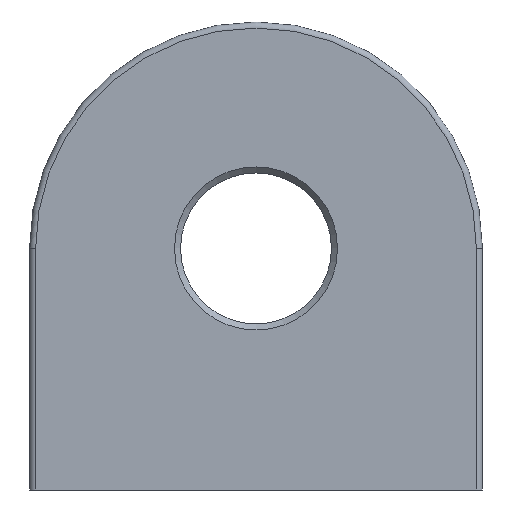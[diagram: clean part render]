
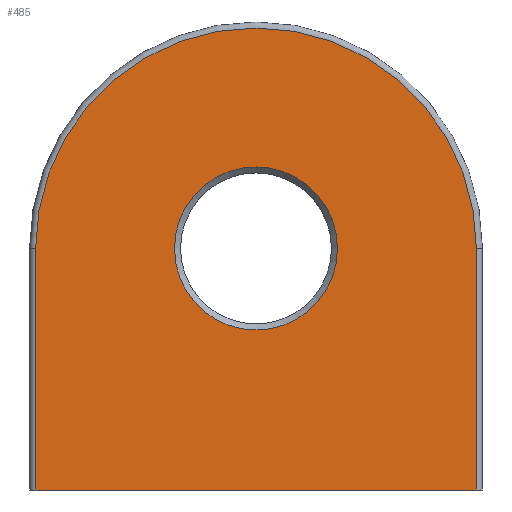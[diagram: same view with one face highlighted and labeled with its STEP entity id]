
A CAD part, front view. The second image highlights one B-rep face of the part: STEP entity #485.
In plain terms, the highlighted planar face has unit normal (0, -1, 0).
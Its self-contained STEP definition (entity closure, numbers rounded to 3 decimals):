
#41=FACE_BOUND('',#102,.T.);
#65=FACE_OUTER_BOUND('',#101,.T.);
#101=EDGE_LOOP('',(#388,#389,#390,#391));
#102=EDGE_LOOP('',(#392));
#139=CIRCLE('',#561,7.3);
#140=CIRCLE('',#562,2.7);
#163=LINE('',#809,#191);
#170=LINE('',#834,#198);
#171=LINE('',#838,#199);
#191=VECTOR('',#664,10.);
#198=VECTOR('',#691,10.);
#199=VECTOR('',#696,10.);
#227=VERTEX_POINT('',#806);
#228=VERTEX_POINT('',#808);
#236=VERTEX_POINT('',#832);
#237=VERTEX_POINT('',#836);
#238=VERTEX_POINT('',#839);
#277=EDGE_CURVE('',#227,#228,#163,.T.);
#290=EDGE_CURVE('',#236,#227,#170,.T.);
#291=EDGE_CURVE('',#237,#236,#139,.T.);
#292=EDGE_CURVE('',#228,#237,#171,.T.);
#293=EDGE_CURVE('',#238,#238,#140,.T.);
#388=ORIENTED_EDGE('',*,*,#290,.F.);
#389=ORIENTED_EDGE('',*,*,#291,.F.);
#390=ORIENTED_EDGE('',*,*,#292,.F.);
#391=ORIENTED_EDGE('',*,*,#277,.F.);
#392=ORIENTED_EDGE('',*,*,#293,.F.);
#431=PLANE('',#560);
#485=ADVANCED_FACE('',(#65,#41),#431,.F.);
#560=AXIS2_PLACEMENT_3D('',#835,#692,#693);
#561=AXIS2_PLACEMENT_3D('',#837,#694,#695);
#562=AXIS2_PLACEMENT_3D('',#840,#697,#698);
#664=DIRECTION('',(-1.,0.,0.));
#691=DIRECTION('',(0.,0.,-1.));
#692=DIRECTION('center_axis',(0.,1.,0.));
#693=DIRECTION('ref_axis',(0.,0.,1.));
#694=DIRECTION('center_axis',(0.,1.,0.));
#695=DIRECTION('ref_axis',(0.,0.,1.));
#696=DIRECTION('',(0.,0.,1.));
#697=DIRECTION('center_axis',(0.,-1.,0.));
#698=DIRECTION('ref_axis',(-1.,0.,0.));
#806=CARTESIAN_POINT('',(7.3,-20.,14.));
#808=CARTESIAN_POINT('',(-7.3,-20.,14.));
#809=CARTESIAN_POINT('',(0.,-20.,14.));
#832=CARTESIAN_POINT('',(7.3,-20.,22.));
#834=CARTESIAN_POINT('',(7.3,-20.,10.875));
#835=CARTESIAN_POINT('Origin',(0.,-20.,21.75));
#836=CARTESIAN_POINT('',(-7.3,-20.,22.));
#837=CARTESIAN_POINT('Origin',(0.,-20.,22.));
#838=CARTESIAN_POINT('',(-7.3,-20.,10.875));
#839=CARTESIAN_POINT('',(2.7,-20.,22.));
#840=CARTESIAN_POINT('Origin',(0.,-20.,22.));
